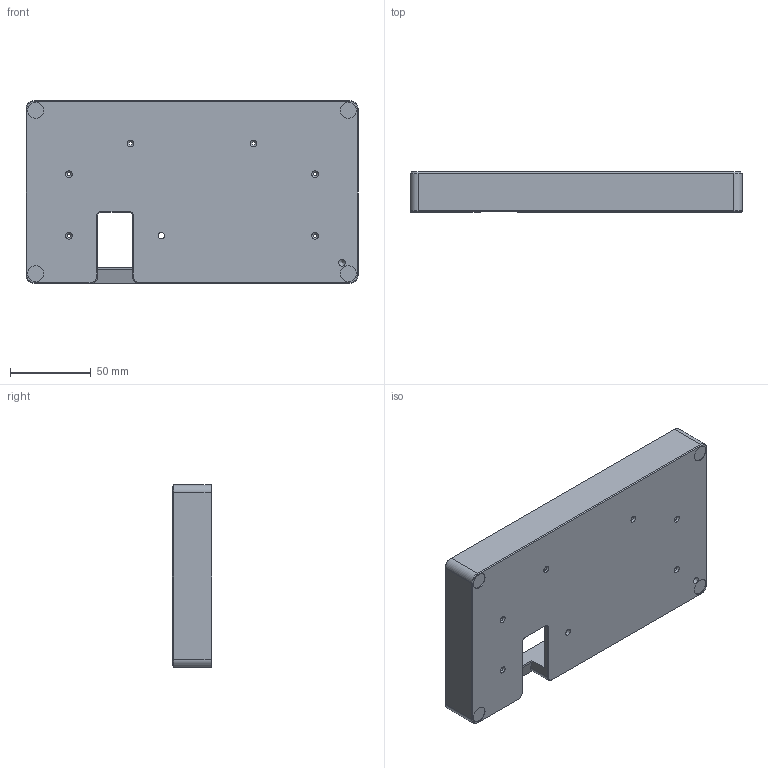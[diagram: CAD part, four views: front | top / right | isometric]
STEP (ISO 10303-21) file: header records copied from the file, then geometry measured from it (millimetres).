
FILE_DESCRIPTION(/* description */ (''),/* implementation_level */ '2;1');
FILE_NAME(/* name */ 'Little_Foot_rev2.3-Main_Case_Model.step',/* time_stamp */ '2019-12-09T06:37:57-06:00',/* author */ (''),/* organization */ (''),/* preprocessor_version */ 'ST-DEVELOPER v18',/* originating_system */ 'Autodesk Translation Framework v8.12.0.6',/* authorisation */ '');
FILE_SCHEMA (('AUTOMOTIVE_DESIGN { 1 0 10303 214 3 1 1 }'));
Length unit declared in the file: millimetre
Products named in the file (1): Basic_NoLabel_LittleFootCase
Bounding box: 205.5 x 24.58 x 113.25 mm (x, y, z)
Volume: 189890.6 mm3; surface area: 72018.3 mm2
Topology: 1 solids, 1 shells, 113 faces, 275 edges, 168 vertices
Faces by surface type: plane 52, cylinder 34, cone 27
Full cylindrical faces by diameter (mm): 2.2 x2, 2.25 x4, 4 x1, 10 x4
Entity records: 3343 total; most frequent: DIRECTION 597, CARTESIAN_POINT 556, ORIENTED_EDGE 548, EDGE_CURVE 274, AXIS2_PLACEMENT_3D 209, LINE 179, VECTOR 179, VERTEX_POINT 168
